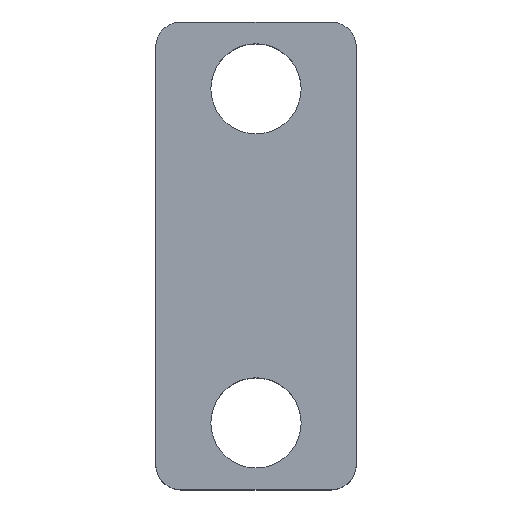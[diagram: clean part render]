
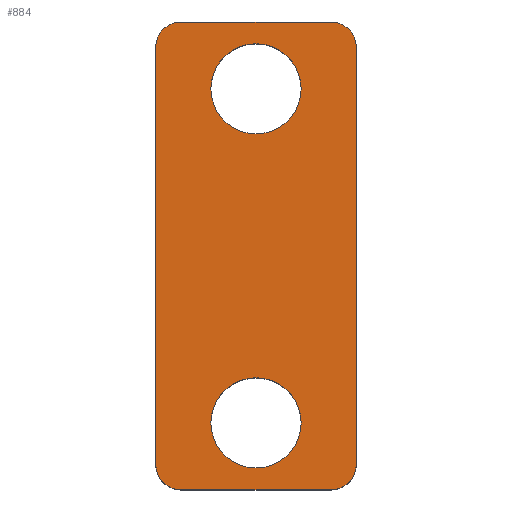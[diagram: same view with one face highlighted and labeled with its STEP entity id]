
A CAD part, top view. The second image highlights one B-rep face of the part: STEP entity #884.
In plain terms, the highlighted planar face has unit normal (0, 0, 1).
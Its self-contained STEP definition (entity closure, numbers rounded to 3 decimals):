
#33=FACE_BOUND('',#151,.T.);
#34=FACE_BOUND('',#152,.T.);
#52=PLANE('',#1002);
#98=FACE_OUTER_BOUND('',#150,.T.);
#150=EDGE_LOOP('',(#801,#802,#803,#804,#805,#806,#807,#808));
#151=EDGE_LOOP('',(#809));
#152=EDGE_LOOP('',(#810));
#177=LINE('',#1374,#247);
#186=LINE('',#1403,#256);
#221=LINE('',#1541,#291);
#222=LINE('',#1543,#292);
#247=VECTOR('',#1095,10.);
#256=VECTOR('',#1122,10.);
#291=VECTOR('',#1277,10.);
#292=VECTOR('',#1280,10.);
#305=CIRCLE('',#926,0.75);
#309=CIRCLE('',#933,0.75);
#310=CIRCLE('',#935,0.75);
#314=CIRCLE('',#942,0.75);
#315=CIRCLE('',#944,1.35);
#316=CIRCLE('',#946,1.35);
#369=VERTEX_POINT('',#1352);
#370=VERTEX_POINT('',#1353);
#378=VERTEX_POINT('',#1373);
#379=VERTEX_POINT('',#1377);
#380=VERTEX_POINT('',#1381);
#381=VERTEX_POINT('',#1382);
#389=VERTEX_POINT('',#1402);
#390=VERTEX_POINT('',#1406);
#391=VERTEX_POINT('',#1410);
#392=VERTEX_POINT('',#1414);
#463=EDGE_CURVE('',#369,#370,#305,.T.);
#473=EDGE_CURVE('',#370,#378,#177,.T.);
#475=EDGE_CURVE('',#378,#379,#309,.T.);
#477=EDGE_CURVE('',#380,#381,#310,.T.);
#487=EDGE_CURVE('',#381,#389,#186,.T.);
#489=EDGE_CURVE('',#389,#390,#314,.T.);
#491=EDGE_CURVE('',#391,#391,#315,.T.);
#493=EDGE_CURVE('',#392,#392,#316,.T.);
#557=EDGE_CURVE('',#379,#380,#221,.T.);
#558=EDGE_CURVE('',#369,#390,#222,.T.);
#801=ORIENTED_EDGE('',*,*,#463,.F.);
#802=ORIENTED_EDGE('',*,*,#558,.T.);
#803=ORIENTED_EDGE('',*,*,#489,.F.);
#804=ORIENTED_EDGE('',*,*,#487,.F.);
#805=ORIENTED_EDGE('',*,*,#477,.F.);
#806=ORIENTED_EDGE('',*,*,#557,.F.);
#807=ORIENTED_EDGE('',*,*,#475,.F.);
#808=ORIENTED_EDGE('',*,*,#473,.F.);
#809=ORIENTED_EDGE('',*,*,#491,.T.);
#810=ORIENTED_EDGE('',*,*,#493,.T.);
#884=ADVANCED_FACE('',(#98,#33,#34),#52,.T.);
#926=AXIS2_PLACEMENT_3D('',#1354,#1077,#1078);
#933=AXIS2_PLACEMENT_3D('',#1378,#1099,#1100);
#935=AXIS2_PLACEMENT_3D('',#1383,#1104,#1105);
#942=AXIS2_PLACEMENT_3D('',#1407,#1126,#1127);
#944=AXIS2_PLACEMENT_3D('',#1411,#1131,#1132);
#946=AXIS2_PLACEMENT_3D('',#1415,#1136,#1137);
#1002=AXIS2_PLACEMENT_3D('',#1544,#1281,#1282);
#1077=DIRECTION('center_axis',(0.,0.,-1.));
#1078=DIRECTION('ref_axis',(0.707,-0.707,0.));
#1095=DIRECTION('',(-1.,0.,0.));
#1099=DIRECTION('center_axis',(0.,0.,-1.));
#1100=DIRECTION('ref_axis',(-0.707,-0.707,0.));
#1104=DIRECTION('center_axis',(0.,0.,-1.));
#1105=DIRECTION('ref_axis',(-0.707,0.707,0.));
#1122=DIRECTION('',(1.,0.,0.));
#1126=DIRECTION('center_axis',(0.,0.,-1.));
#1127=DIRECTION('ref_axis',(0.707,0.707,0.));
#1131=DIRECTION('center_axis',(0.,0.,-1.));
#1132=DIRECTION('ref_axis',(1.,0.,0.));
#1136=DIRECTION('center_axis',(0.,0.,-1.));
#1137=DIRECTION('ref_axis',(1.,0.,0.));
#1277=DIRECTION('',(0.,1.,0.));
#1280=DIRECTION('',(0.,1.,0.));
#1281=DIRECTION('center_axis',(0.,0.,1.));
#1282=DIRECTION('ref_axis',(1.,0.,0.));
#1352=CARTESIAN_POINT('',(6.,0.75,2.5));
#1353=CARTESIAN_POINT('',(5.25,0.,2.5));
#1354=CARTESIAN_POINT('Origin',(5.25,0.75,2.5));
#1373=CARTESIAN_POINT('',(0.75,0.,2.5));
#1374=CARTESIAN_POINT('',(6.,0.,2.5));
#1377=CARTESIAN_POINT('',(0.,0.75,2.5));
#1378=CARTESIAN_POINT('Origin',(0.75,0.75,2.5));
#1381=CARTESIAN_POINT('',(0.,13.25,2.5));
#1382=CARTESIAN_POINT('',(0.75,14.,2.5));
#1383=CARTESIAN_POINT('Origin',(0.75,13.25,2.5));
#1402=CARTESIAN_POINT('',(5.25,14.,2.5));
#1403=CARTESIAN_POINT('',(6.,14.,2.5));
#1406=CARTESIAN_POINT('',(6.,13.25,2.5));
#1407=CARTESIAN_POINT('Origin',(5.25,13.25,2.5));
#1410=CARTESIAN_POINT('',(1.65,12.,2.5));
#1411=CARTESIAN_POINT('Origin',(3.,12.,2.5));
#1414=CARTESIAN_POINT('',(1.65,2.,2.5));
#1415=CARTESIAN_POINT('Origin',(3.,2.,2.5));
#1541=CARTESIAN_POINT('',(0.,0.,2.5));
#1543=CARTESIAN_POINT('',(6.,0.,2.5));
#1544=CARTESIAN_POINT('Origin',(0.,0.,2.5));
